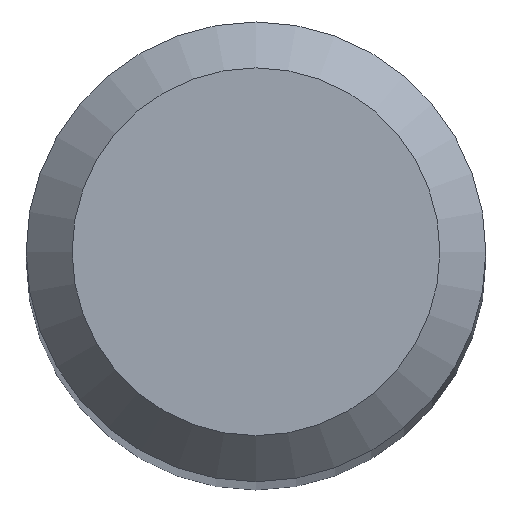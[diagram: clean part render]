
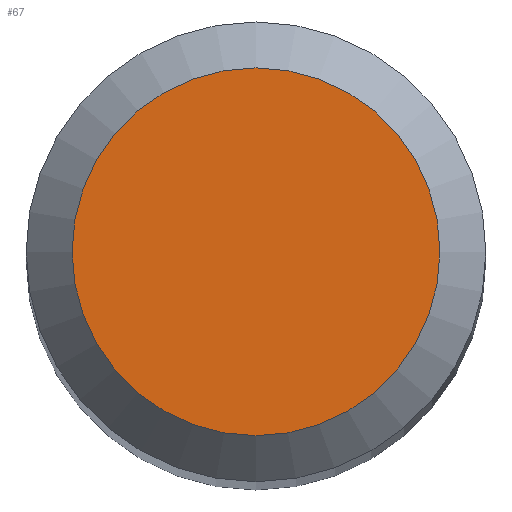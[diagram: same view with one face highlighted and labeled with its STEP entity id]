
A CAD part, top view. The second image highlights one B-rep face of the part: STEP entity #67.
In plain terms, the highlighted planar face has unit normal (0, 0, 1).
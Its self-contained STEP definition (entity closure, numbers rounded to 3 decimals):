
#62 = DIRECTION ( 'NONE',  ( 0., 0., -1. ) ) ;
#65 = AXIS2_PLACEMENT_3D ( 'NONE', #195, #157, #142 ) ;
#67 = ADVANCED_FACE ( 'NONE', ( #89 ), #210, .F. ) ;
#82 = VERTEX_POINT ( 'NONE', #84 ) ;
#84 = CARTESIAN_POINT ( 'NONE',  ( 0., 1.2, 38. ) ) ;
#89 = FACE_OUTER_BOUND ( 'NONE', #221, .T. ) ;
#91 = CARTESIAN_POINT ( 'NONE',  ( 0., 0., 38. ) ) ;
#103 = CIRCLE ( 'NONE', #65, 1.2 ) ;
#112 = DIRECTION ( 'NONE',  ( 0., 1., 0. ) ) ;
#134 = EDGE_CURVE ( 'NONE', #82, #82, #103, .T. ) ;
#142 = DIRECTION ( 'NONE',  ( 0., 1., 0. ) ) ;
#157 = DIRECTION ( 'NONE',  ( 0., 0., -1. ) ) ;
#170 = ORIENTED_EDGE ( 'NONE', *, *, #134, .F. ) ;
#195 = CARTESIAN_POINT ( 'NONE',  ( 0., 0., 38. ) ) ;
#210 = PLANE ( 'NONE',  #219 ) ;
#219 = AXIS2_PLACEMENT_3D ( 'NONE', #91, #62, #112 ) ;
#221 = EDGE_LOOP ( 'NONE', ( #170 ) ) ;
